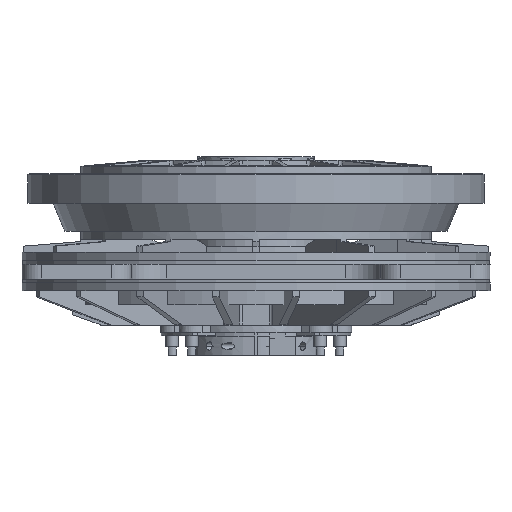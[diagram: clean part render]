
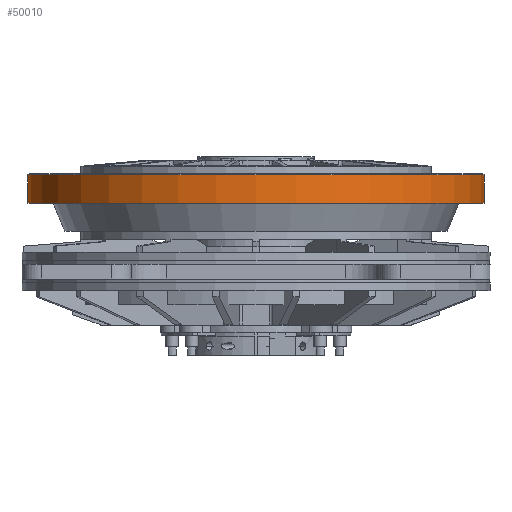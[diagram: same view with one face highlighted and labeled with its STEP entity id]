
A CAD part, front view. The second image highlights one B-rep face of the part: STEP entity #50010.
In plain terms, the highlighted cylindrical face has radius 292.5 mm (diameter 585 mm), a partial arc.
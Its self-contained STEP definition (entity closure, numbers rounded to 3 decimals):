
#13257 = CARTESIAN_POINT ( 'NONE',  ( -292.5, 0., -23.5 ) ) ;
#13293 = CARTESIAN_POINT ( 'NONE',  ( 292.5, 0., -23.5 ) ) ;
#14501 = CARTESIAN_POINT ( 'NONE',  ( -292.5, 0., -60. ) ) ;
#14502 = CARTESIAN_POINT ( 'NONE',  ( 292.5, 0., -60. ) ) ;
#14503 = DIRECTION ( 'NONE',  ( 0., 0., -1. ) ) ;
#14504 = VECTOR ( 'NONE', #14503, 1000. ) ;
#14505 = CARTESIAN_POINT ( 'NONE',  ( 292.5, 0., -22. ) ) ;
#14506 = LINE ( 'NONE', #14505, #14504 ) ;
#14672 = DIRECTION ( 'NONE',  ( 0., 0., -1. ) ) ;
#14673 = VECTOR ( 'NONE', #14672, 1000. ) ;
#14674 = CARTESIAN_POINT ( 'NONE',  ( -292.5, 0., -22. ) ) ;
#14675 = LINE ( 'NONE', #14674, #14673 ) ;
#24760 = DIRECTION ( 'NONE',  ( 1., 0., 0. ) ) ;
#24762 = DIRECTION ( 'NONE',  ( 0., 0., 1. ) ) ;
#24764 = CARTESIAN_POINT ( 'NONE',  ( 0., 0., -60. ) ) ;
#24766 = AXIS2_PLACEMENT_3D ( 'NONE', #24764, #24762, #24760 ) ;
#24767 = CIRCLE ( 'NONE', #24766, 292.5 ) ;
#24784 = DIRECTION ( 'NONE',  ( -1., 0., 0. ) ) ;
#24786 = DIRECTION ( 'NONE',  ( 0., 0., -1. ) ) ;
#24788 = CARTESIAN_POINT ( 'NONE',  ( 0., 0., -23.5 ) ) ;
#24789 = AXIS2_PLACEMENT_3D ( 'NONE', #24788, #24786, #24784 ) ;
#24791 = CIRCLE ( 'NONE', #24789, 292.5 ) ;
#25055 = DIRECTION ( 'NONE',  ( 0., 0., -1. ) ) ;
#25056 = CARTESIAN_POINT ( 'NONE',  ( 0., 0., -22. ) ) ;
#25057 = AXIS2_PLACEMENT_3D ( 'NONE', #25056, #25055, #25192 ) ;
#25064 = CYLINDRICAL_SURFACE ( 'NONE', #25057, 292.5 ) ;
#25066 = FACE_OUTER_BOUND ( 'NONE', #50011, .T. ) ;
#25192 = DIRECTION ( 'NONE',  ( -1., 0., 0. ) ) ;
#34033 = VERTEX_POINT ( 'NONE', #13257 ) ;
#34044 = VERTEX_POINT ( 'NONE', #13293 ) ;
#34666 = EDGE_CURVE ( 'NONE', #34044, #34667, #14506, .T. ) ;
#34667 = VERTEX_POINT ( 'NONE', #14502 ) ;
#34668 = VERTEX_POINT ( 'NONE', #14501 ) ;
#34740 = EDGE_CURVE ( 'NONE', #34033, #34668, #14675, .T. ) ;
#49938 = EDGE_CURVE ( 'NONE', #34044, #34033, #24791, .T. ) ;
#49940 = ORIENTED_EDGE ( 'NONE', *, *, #34740, .T. ) ;
#49943 = EDGE_CURVE ( 'NONE', #34668, #34667, #24767, .T. ) ;
#49978 = ORIENTED_EDGE ( 'NONE', *, *, #49943, .T. ) ;
#50010 = ADVANCED_FACE ( 'NONE', ( #25066 ), #25064, .T. ) ;
#50011 = EDGE_LOOP ( 'NONE', ( #50012, #50014, #49940, #49978 ) ) ;
#50012 = ORIENTED_EDGE ( 'NONE', *, *, #34666, .F. ) ;
#50014 = ORIENTED_EDGE ( 'NONE', *, *, #49938, .T. ) ;
